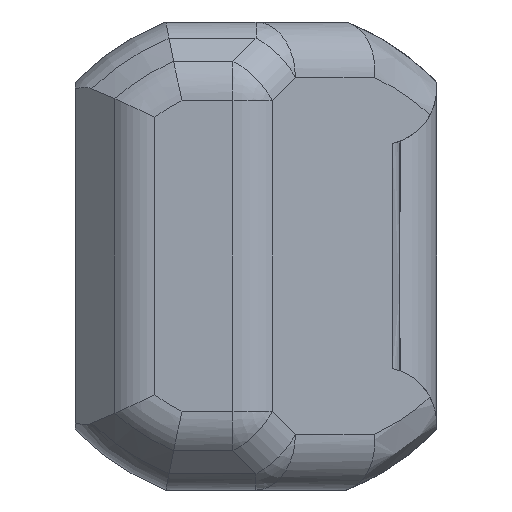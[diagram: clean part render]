
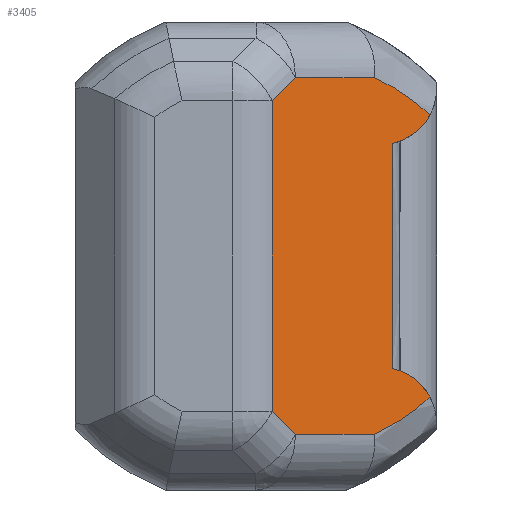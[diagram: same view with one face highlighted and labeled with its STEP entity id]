
A CAD part, left-side view. The second image highlights one B-rep face of the part: STEP entity #3405.
In plain terms, the highlighted planar face has unit normal (-0.707, -0.707, 0).
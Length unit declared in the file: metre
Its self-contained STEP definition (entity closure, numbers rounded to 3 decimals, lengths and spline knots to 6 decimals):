
#54=B_SPLINE_CURVE_WITH_KNOTS('',3,(#5666,#5667,#5668,#5669),
 .UNSPECIFIED.,.F.,.F.,(4,4),(0.,0.004043),.UNSPECIFIED.);
#62=ELLIPSE('',#3455,0.001414,0.001);
#65=ELLIPSE('',#3459,0.001414,0.001);
#120=ELLIPSE('',#3679,0.00495,0.0035);
#121=ELLIPSE('',#3680,0.00495,0.0035);
#1128=ORIENTED_EDGE('',*,*,#1672,.T.);
#1129=ORIENTED_EDGE('',*,*,#1235,.F.);
#1130=ORIENTED_EDGE('',*,*,#1673,.T.);
#1131=ORIENTED_EDGE('',*,*,#1674,.T.);
#1132=ORIENTED_EDGE('',*,*,#1675,.T.);
#1133=ORIENTED_EDGE('',*,*,#1676,.T.);
#1134=ORIENTED_EDGE('',*,*,#1677,.T.);
#1135=ORIENTED_EDGE('',*,*,#1678,.T.);
#1136=ORIENTED_EDGE('',*,*,#1679,.T.);
#1137=ORIENTED_EDGE('',*,*,#1243,.F.);
#1235=EDGE_CURVE('',#1727,#1728,#62,.F.);
#1243=EDGE_CURVE('',#1735,#1736,#65,.F.);
#1672=EDGE_CURVE('',#1735,#1728,#54,.T.);
#1673=EDGE_CURVE('',#1727,#2011,#120,.T.);
#1674=EDGE_CURVE('',#2011,#2012,#2385,.F.);
#1675=EDGE_CURVE('',#2012,#2013,#2386,.F.);
#1676=EDGE_CURVE('',#2013,#2014,#2387,.F.);
#1677=EDGE_CURVE('',#2014,#2015,#2388,.F.);
#1678=EDGE_CURVE('',#2015,#2016,#2389,.T.);
#1679=EDGE_CURVE('',#2016,#1736,#121,.T.);
#1727=VERTEX_POINT('',#4740);
#1728=VERTEX_POINT('',#4742);
#1735=VERTEX_POINT('',#4767);
#1736=VERTEX_POINT('',#4768);
#2011=VERTEX_POINT('',#5671);
#2012=VERTEX_POINT('',#5673);
#2013=VERTEX_POINT('',#5675);
#2014=VERTEX_POINT('',#5677);
#2015=VERTEX_POINT('',#5679);
#2016=VERTEX_POINT('',#5681);
#2385=LINE('',#5672,#2758);
#2386=LINE('',#5674,#2759);
#2387=LINE('',#5676,#2760);
#2388=LINE('',#5678,#2761);
#2389=LINE('',#5680,#2762);
#2758=VECTOR('',#4565,1.);
#2759=VECTOR('',#4566,1.);
#2760=VECTOR('',#4567,1.);
#2761=VECTOR('',#4568,1.);
#2762=VECTOR('',#4569,1.);
#2926=EDGE_LOOP('',(#1128,#1129,#1130,#1131,#1132,#1133,#1134,#1135,#1136,
#1137));
#3103=FACE_BOUND('',#2926,.T.);
#3242=PLANE('',#3678);
#3405=ADVANCED_FACE('',(#3103),#3242,.T.);
#3455=AXIS2_PLACEMENT_3D('',#4741,#3769,#3770);
#3459=AXIS2_PLACEMENT_3D('',#4766,#3779,#3780);
#3678=AXIS2_PLACEMENT_3D('',#5665,#4561,#4562);
#3679=AXIS2_PLACEMENT_3D('',#5670,#4563,#4564);
#3680=AXIS2_PLACEMENT_3D('',#5682,#4570,#4571);
#3769=DIRECTION('',(-0.707,-0.707,0.));
#3770=DIRECTION('',(0.707,-0.707,0.));
#3779=DIRECTION('',(-0.707,-0.707,0.));
#3780=DIRECTION('',(-0.707,0.707,0.));
#4561=DIRECTION('',(-0.707,-0.707,0.));
#4562=DIRECTION('',(0.707,-0.707,0.));
#4563=DIRECTION('',(-0.707,-0.707,0.));
#4564=DIRECTION('',(-0.707,0.707,0.));
#4565=DIRECTION('',(0.707,-0.707,0.));
#4566=DIRECTION('',(0.577,-0.577,0.577));
#4567=DIRECTION('',(0.,0.,1.));
#4568=DIRECTION('',(-0.577,0.577,0.577));
#4569=DIRECTION('',(0.707,-0.707,0.));
#4570=DIRECTION('',(-0.707,-0.707,0.));
#4571=DIRECTION('',(-0.707,0.707,0.));
#4740=CARTESIAN_POINT('',(0.057179,0.033376,0.002532));
#4741=CARTESIAN_POINT('',(0.056296,0.03426,0.003));
#4742=CARTESIAN_POINT('',(0.056502,0.034053,0.002022));
#4766=CARTESIAN_POINT('',(0.056296,0.03426,-0.003));
#4767=CARTESIAN_POINT('',(0.056502,0.034053,-0.002022));
#4768=CARTESIAN_POINT('',(0.057179,0.033376,-0.002532));
#5665=CARTESIAN_POINT('',(0.055676,0.03488,-0.0208));
#5666=CARTESIAN_POINT('',(0.056502,0.034053,-0.002022));
#5667=CARTESIAN_POINT('',(0.056502,0.034053,-0.000674));
#5668=CARTESIAN_POINT('',(0.056502,0.034053,0.000674));
#5669=CARTESIAN_POINT('',(0.056502,0.034053,0.002022));
#5670=CARTESIAN_POINT('',(0.054763,0.035793,0.));
#5671=CARTESIAN_POINT('',(0.056181,0.034375,0.0032));
#5672=CARTESIAN_POINT('',(0.05547,0.035086,0.0032));
#5673=CARTESIAN_POINT('',(0.054763,0.035793,0.0032));
#5674=CARTESIAN_POINT('',(0.047372,0.043184,-0.004191));
#5675=CARTESIAN_POINT('',(0.054349,0.036207,0.002786));
#5676=CARTESIAN_POINT('',(0.054349,0.036207,-0.0208));
#5677=CARTESIAN_POINT('',(0.054349,0.036207,-0.002786));
#5678=CARTESIAN_POINT('',(0.061238,0.029318,-0.009675));
#5679=CARTESIAN_POINT('',(0.054763,0.035793,-0.0032));
#5680=CARTESIAN_POINT('',(0.055671,0.034884,-0.0032));
#5681=CARTESIAN_POINT('',(0.056181,0.034375,-0.0032));
#5682=CARTESIAN_POINT('',(0.054763,0.035793,0.));
